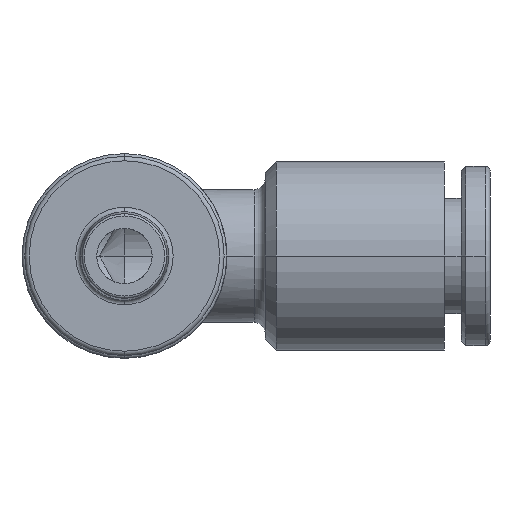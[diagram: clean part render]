
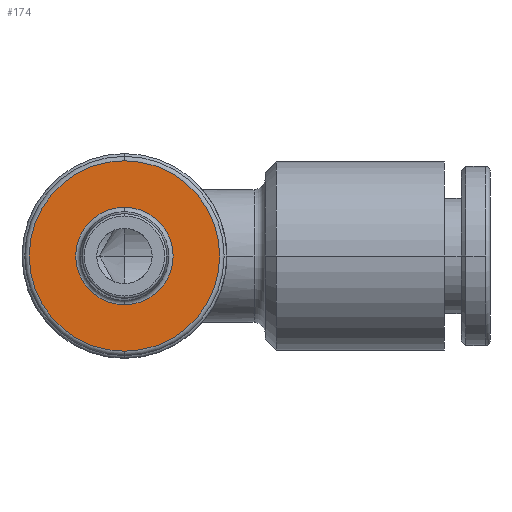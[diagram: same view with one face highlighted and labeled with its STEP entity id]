
A CAD part, front view. The second image highlights one B-rep face of the part: STEP entity #174.
In plain terms, the highlighted planar face has unit normal (0, -1, 0).
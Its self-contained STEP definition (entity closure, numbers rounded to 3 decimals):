
#174=ADVANCED_FACE('',(#459,#460),#461,.T.);
#459=FACE_OUTER_BOUND('',#760,.T.);
#460=FACE_BOUND('',#761,.T.);
#461=PLANE('',#762);
#760=EDGE_LOOP('',(#1761,#1762,#1763));
#761=EDGE_LOOP('',(#1764,#1765,#1766));
#762=AXIS2_PLACEMENT_3D('',#1767,#1768,#1769);
#1761=ORIENTED_EDGE('',*,*,#2189,.F.);
#1762=ORIENTED_EDGE('',*,*,#2190,.F.);
#1763=ORIENTED_EDGE('',*,*,#1936,.F.);
#1764=ORIENTED_EDGE('',*,*,#1943,.T.);
#1765=ORIENTED_EDGE('',*,*,#2188,.T.);
#1766=ORIENTED_EDGE('',*,*,#1944,.T.);
#1767=CARTESIAN_POINT('',(-3.25,15.488,0.0));
#1768=DIRECTION('',(0.0,-1.0,-0.0));
#1769=DIRECTION('',(1.0,0.0,0.0));
#1936=EDGE_CURVE('',#2313,#2315,#2316,.T.);
#1943=EDGE_CURVE('',#2329,#2327,#2330,.T.);
#1944=EDGE_CURVE('',#2321,#2329,#2331,.T.);
#2188=EDGE_CURVE('',#2327,#2321,#2717,.T.);
#2189=EDGE_CURVE('',#2718,#2313,#2719,.T.);
#2190=EDGE_CURVE('',#2315,#2718,#2720,.T.);
#2313=VERTEX_POINT('',#2892);
#2315=VERTEX_POINT('',#2894);
#2316=CIRCLE('',#2895,4.3);
#2321=VERTEX_POINT('',#2900);
#2327=VERTEX_POINT('',#2906);
#2329=VERTEX_POINT('',#2908);
#2330=CIRCLE('',#2909,2.2);
#2331=CIRCLE('',#2910,2.2);
#2717=CIRCLE('',#3708,2.2);
#2718=VERTEX_POINT('',#3709);
#2719=CIRCLE('',#3710,4.3);
#2720=CIRCLE('',#3711,4.3);
#2892=CARTESIAN_POINT('',(0.,15.488,4.3));
#2894=CARTESIAN_POINT('',(0.,15.488,-4.3));
#2895=AXIS2_PLACEMENT_3D('',#3879,#3880,#3881);
#2900=CARTESIAN_POINT('',(0.,15.488,-2.2));
#2906=CARTESIAN_POINT('',(0.,15.488,2.2));
#2908=CARTESIAN_POINT('',(-2.2,15.488,0.0));
#2909=AXIS2_PLACEMENT_3D('',#3900,#3901,#3902);
#2910=AXIS2_PLACEMENT_3D('',#3903,#3904,#3905);
#3708=AXIS2_PLACEMENT_3D('',#4407,#4408,#4409);
#3709=CARTESIAN_POINT('',(-4.3,15.488,0.0));
#3710=AXIS2_PLACEMENT_3D('',#4410,#4411,#4412);
#3711=AXIS2_PLACEMENT_3D('',#4413,#4414,#4415);
#3879=CARTESIAN_POINT('',(0.0,15.488,0.0));
#3880=DIRECTION('',(0.0,1.0,0.0));
#3881=DIRECTION('',(-1.0,0.0,0.0));
#3900=CARTESIAN_POINT('',(0.0,15.488,0.0));
#3901=DIRECTION('',(0.0,1.0,0.0));
#3902=DIRECTION('',(-1.0,0.0,0.0));
#3903=CARTESIAN_POINT('',(0.0,15.488,0.0));
#3904=DIRECTION('',(0.0,1.0,0.0));
#3905=DIRECTION('',(-1.0,0.0,0.0));
#4407=CARTESIAN_POINT('',(0.0,15.488,0.0));
#4408=DIRECTION('',(0.0,1.0,0.0));
#4409=DIRECTION('',(-1.0,0.0,0.0));
#4410=CARTESIAN_POINT('',(0.0,15.488,0.0));
#4411=DIRECTION('',(0.0,1.0,0.0));
#4412=DIRECTION('',(-1.0,0.0,0.0));
#4413=CARTESIAN_POINT('',(0.0,15.488,0.0));
#4414=DIRECTION('',(0.0,1.0,0.0));
#4415=DIRECTION('',(-1.0,0.0,0.0));
